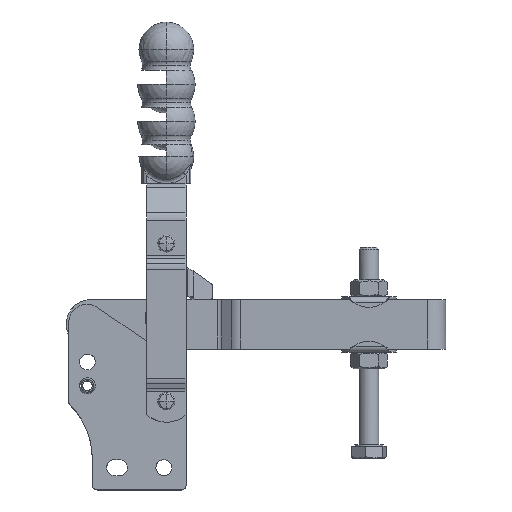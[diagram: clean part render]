
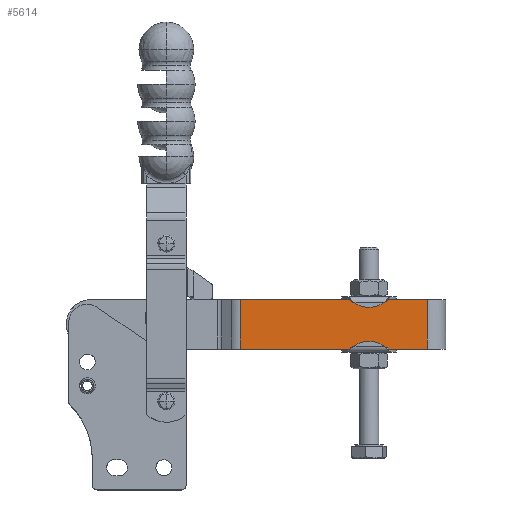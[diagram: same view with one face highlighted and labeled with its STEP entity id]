
A CAD part, top view. The second image highlights one B-rep face of the part: STEP entity #5614.
In plain terms, the highlighted planar face has unit normal (0, 0, 1).
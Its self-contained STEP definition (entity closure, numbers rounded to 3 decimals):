
#1597=AXIS2_PLACEMENT_3D('Circle Axis2P3D',#1595,#1596,$) ;
#1788=AXIS2_PLACEMENT_3D('Circle Axis2P3D',#1786,#1787,$) ;
#3291=AXIS2_PLACEMENT_3D('Circle Axis2P3D',#3289,#3290,$) ;
#3482=AXIS2_PLACEMENT_3D('Circle Axis2P3D',#3480,#3481,$) ;
#5572=AXIS2_PLACEMENT_3D('Plane Axis2P3D',#5569,#5570,#5571) ;
#891=CARTESIAN_POINT('Vertex',(89.085,64.891,10.5)) ;
#934=CARTESIAN_POINT('Vertex',(87.694,65.891,10.5)) ;
#938=CARTESIAN_POINT('Control Point',(87.694,65.891,10.5)) ;
#939=CARTESIAN_POINT('Control Point',(87.979,65.511,10.5)) ;
#940=CARTESIAN_POINT('Control Point',(88.322,65.28,10.5)) ;
#941=CARTESIAN_POINT('Control Point',(88.689,65.079,10.5)) ;
#942=CARTESIAN_POINT('Control Point',(89.085,64.891,10.5)) ;
#1447=CARTESIAN_POINT('Vertex',(102.014,64.891,10.5)) ;
#1451=CARTESIAN_POINT('Control Point',(103.405,65.891,10.5)) ;
#1452=CARTESIAN_POINT('Control Point',(103.177,65.587,10.5)) ;
#1453=CARTESIAN_POINT('Control Point',(102.911,65.373,10.5)) ;
#1454=CARTESIAN_POINT('Control Point',(102.635,65.201,10.5)) ;
#1455=CARTESIAN_POINT('Control Point',(102.331,65.042,10.5)) ;
#1456=CARTESIAN_POINT('Control Point',(102.014,64.891,10.5)) ;
#1457=CARTESIAN_POINT('Vertex',(103.405,65.891,10.5)) ;
#1587=CARTESIAN_POINT('Vertex',(95.55,62.791,10.5)) ;
#1595=CARTESIAN_POINT('Axis2P3D Location',(95.549,73.791,10.5)) ;
#1786=CARTESIAN_POINT('Axis2P3D Location',(95.549,73.791,10.5)) ;
#2561=CARTESIAN_POINT('Vertex',(102.015,46.891,10.5)) ;
#2604=CARTESIAN_POINT('Vertex',(103.406,45.891,10.5)) ;
#2608=CARTESIAN_POINT('Control Point',(103.406,45.891,10.5)) ;
#2609=CARTESIAN_POINT('Control Point',(103.121,46.271,10.5)) ;
#2610=CARTESIAN_POINT('Control Point',(102.778,46.502,10.5)) ;
#2611=CARTESIAN_POINT('Control Point',(102.411,46.703,10.5)) ;
#2612=CARTESIAN_POINT('Control Point',(102.015,46.891,10.5)) ;
#3117=CARTESIAN_POINT('Vertex',(89.086,46.891,10.5)) ;
#3121=CARTESIAN_POINT('Control Point',(87.695,45.891,10.5)) ;
#3122=CARTESIAN_POINT('Control Point',(87.922,46.195,10.5)) ;
#3123=CARTESIAN_POINT('Control Point',(88.189,46.41,10.5)) ;
#3124=CARTESIAN_POINT('Control Point',(88.465,46.581,10.5)) ;
#3125=CARTESIAN_POINT('Control Point',(88.769,46.74,10.5)) ;
#3126=CARTESIAN_POINT('Control Point',(89.086,46.891,10.5)) ;
#3127=CARTESIAN_POINT('Vertex',(87.695,45.891,10.5)) ;
#3281=CARTESIAN_POINT('Vertex',(95.55,48.991,10.5)) ;
#3289=CARTESIAN_POINT('Axis2P3D Location',(95.551,37.991,10.5)) ;
#3480=CARTESIAN_POINT('Axis2P3D Location',(95.551,37.991,10.5)) ;
#4864=CARTESIAN_POINT('Line Origine',(65.602,45.89,10.5)) ;
#4868=CARTESIAN_POINT('Vertex',(43.509,45.889,10.5)) ;
#5309=CARTESIAN_POINT('Vertex',(43.508,65.889,10.5)) ;
#5312=CARTESIAN_POINT('Line Origine',(65.601,65.89,10.5)) ;
#5569=CARTESIAN_POINT('Axis2P3D Location',(101.17,55.891,10.5)) ;
#5574=CARTESIAN_POINT('Line Origine',(43.508,55.889,10.5)) ;
#5579=CARTESIAN_POINT('Line Origine',(111.258,45.892,10.5)) ;
#5583=CARTESIAN_POINT('Vertex',(119.11,45.892,10.5)) ;
#5586=CARTESIAN_POINT('Line Origine',(119.11,55.892,10.5)) ;
#5590=CARTESIAN_POINT('Vertex',(119.109,65.892,10.5)) ;
#5593=CARTESIAN_POINT('Line Origine',(111.257,65.892,10.5)) ;
#1596=DIRECTION('Axis2P3D Direction',(0.,0.,1.)) ;
#1787=DIRECTION('Axis2P3D Direction',(0.,0.,1.)) ;
#3290=DIRECTION('Axis2P3D Direction',(0.,0.,1.)) ;
#3481=DIRECTION('Axis2P3D Direction',(0.,0.,1.)) ;
#4865=DIRECTION('Vector Direction',(-1.,0.,0.)) ;
#5313=DIRECTION('Vector Direction',(-1.,0.,0.)) ;
#5570=DIRECTION('Axis2P3D Direction',(0.,0.,1.)) ;
#5571=DIRECTION('Axis2P3D XDirection',(1.,0.,0.)) ;
#5575=DIRECTION('Vector Direction',(0.,-1.,0.)) ;
#5580=DIRECTION('Vector Direction',(-1.,0.,0.)) ;
#5587=DIRECTION('Vector Direction',(0.,1.,0.)) ;
#5594=DIRECTION('Vector Direction',(-1.,0.,0.)) ;
#4866=VECTOR('Line Direction',#4865,1.) ;
#5314=VECTOR('Line Direction',#5313,1.) ;
#5576=VECTOR('Line Direction',#5575,1.) ;
#5581=VECTOR('Line Direction',#5580,1.) ;
#5588=VECTOR('Line Direction',#5587,1.) ;
#5595=VECTOR('Line Direction',#5594,1.) ;
#5599=ORIENTED_EDGE('',*,*,#5316,.T.) ;
#5600=ORIENTED_EDGE('',*,*,#5578,.T.) ;
#5601=ORIENTED_EDGE('',*,*,#4870,.F.) ;
#5602=ORIENTED_EDGE('',*,*,#3129,.T.) ;
#5603=ORIENTED_EDGE('',*,*,#3484,.T.) ;
#5604=ORIENTED_EDGE('',*,*,#3293,.T.) ;
#5605=ORIENTED_EDGE('',*,*,#2613,.F.) ;
#5606=ORIENTED_EDGE('',*,*,#5585,.F.) ;
#5607=ORIENTED_EDGE('',*,*,#5592,.T.) ;
#5608=ORIENTED_EDGE('',*,*,#5597,.T.) ;
#5609=ORIENTED_EDGE('',*,*,#1459,.T.) ;
#5610=ORIENTED_EDGE('',*,*,#1790,.T.) ;
#5611=ORIENTED_EDGE('',*,*,#1599,.T.) ;
#5612=ORIENTED_EDGE('',*,*,#943,.F.) ;
#5614=ADVANCED_FACE('VERTIKALSPANNER_TS_V_290_U_M8_357855',(#5613),#5573,.T.) ;
#937=B_SPLINE_CURVE_WITH_KNOTS('',4,(#938,#939,#940,#941,#942),.UNSPECIFIED.,.F.,.U.,(5,5),(0.,3.884),.UNSPECIFIED.) ;
#1450=B_SPLINE_CURVE_WITH_KNOTS('',5,(#1451,#1452,#1453,#1454,#1455,#1456),.UNSPECIFIED.,.F.,.U.,(6,6),(0.,3.882),.UNSPECIFIED.) ;
#2607=B_SPLINE_CURVE_WITH_KNOTS('',4,(#2608,#2609,#2610,#2611,#2612),.UNSPECIFIED.,.F.,.U.,(5,5),(0.,3.884),.UNSPECIFIED.) ;
#3120=B_SPLINE_CURVE_WITH_KNOTS('',5,(#3121,#3122,#3123,#3124,#3125,#3126),.UNSPECIFIED.,.F.,.U.,(6,6),(0.,3.882),.UNSPECIFIED.) ;
#1598=CIRCLE('generated circle',#1597,11.) ;
#1789=CIRCLE('generated circle',#1788,11.) ;
#3292=CIRCLE('generated circle',#3291,11.) ;
#3483=CIRCLE('generated circle',#3482,11.) ;
#943=EDGE_CURVE('',#935,#892,#937,.T.) ;
#1459=EDGE_CURVE('',#1458,#1448,#1450,.T.) ;
#1599=EDGE_CURVE('',#1588,#892,#1598,.F.) ;
#1790=EDGE_CURVE('',#1448,#1588,#1789,.F.) ;
#2613=EDGE_CURVE('',#2605,#2562,#2607,.T.) ;
#3129=EDGE_CURVE('',#3128,#3118,#3120,.T.) ;
#3293=EDGE_CURVE('',#3282,#2562,#3292,.F.) ;
#3484=EDGE_CURVE('',#3118,#3282,#3483,.F.) ;
#4870=EDGE_CURVE('',#3128,#4869,#4867,.T.) ;
#5316=EDGE_CURVE('',#935,#5310,#5315,.T.) ;
#5578=EDGE_CURVE('',#5310,#4869,#5577,.T.) ;
#5585=EDGE_CURVE('',#5584,#2605,#5582,.T.) ;
#5592=EDGE_CURVE('',#5584,#5591,#5589,.T.) ;
#5597=EDGE_CURVE('',#5591,#1458,#5596,.T.) ;
#5598=EDGE_LOOP('',(#5599,#5600,#5601,#5602,#5603,#5604,#5605,#5606,#5607,#5608,#5609,#5610,#5611,#5612)) ;
#5613=FACE_OUTER_BOUND('',#5598,.T.) ;
#4867=LINE('Line',#4864,#4866) ;
#5315=LINE('Line',#5312,#5314) ;
#5577=LINE('Line',#5574,#5576) ;
#5582=LINE('Line',#5579,#5581) ;
#5589=LINE('Line',#5586,#5588) ;
#5596=LINE('Line',#5593,#5595) ;
#5573=PLANE('Plane',#5572) ;
#892=VERTEX_POINT('',#891) ;
#935=VERTEX_POINT('',#934) ;
#1448=VERTEX_POINT('',#1447) ;
#1458=VERTEX_POINT('',#1457) ;
#1588=VERTEX_POINT('',#1587) ;
#2562=VERTEX_POINT('',#2561) ;
#2605=VERTEX_POINT('',#2604) ;
#3118=VERTEX_POINT('',#3117) ;
#3128=VERTEX_POINT('',#3127) ;
#3282=VERTEX_POINT('',#3281) ;
#4869=VERTEX_POINT('',#4868) ;
#5310=VERTEX_POINT('',#5309) ;
#5584=VERTEX_POINT('',#5583) ;
#5591=VERTEX_POINT('',#5590) ;
